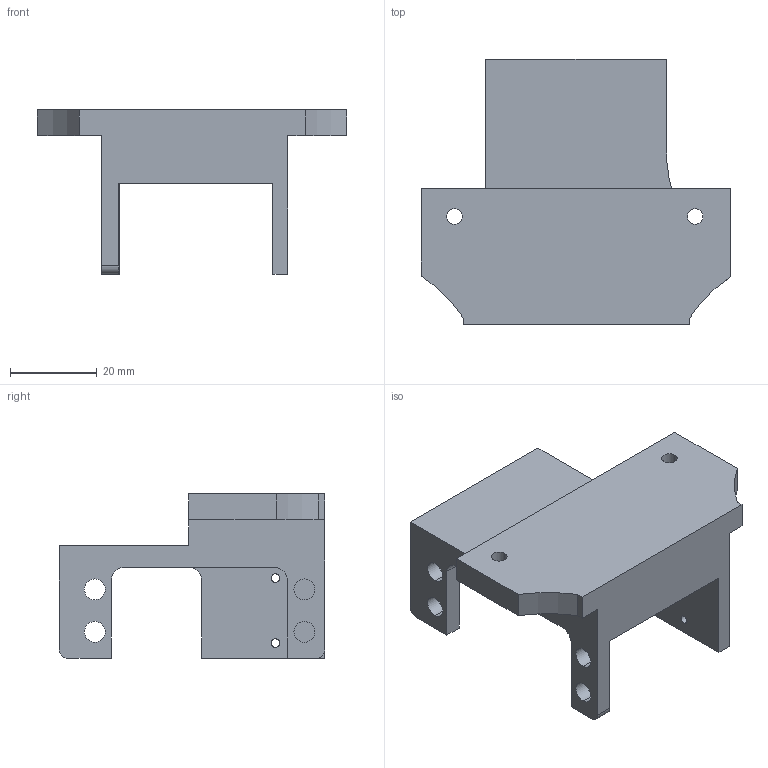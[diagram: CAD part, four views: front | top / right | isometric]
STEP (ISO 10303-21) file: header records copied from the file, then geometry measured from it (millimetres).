
FILE_DESCRIPTION (( 'STEP AP214' ), '1' );
FILE_NAME ('嗆儂菁釱.STEP', '2024-10-06T10:55:39', ( '' ), ( '' ), 'SwSTEP 2.0', 'SolidWorks 2020', '' );
FILE_SCHEMA (( 'AUTOMOTIVE_DESIGN' ));
Length unit declared in the file: millimetre
Products named in the file (1): 嗆儂菁釱
Bounding box: 71.43 x 61.35 x 38 mm (x, y, z)
Volume: 36801 mm3; surface area: 12710.6 mm2
Topology: 1 solids, 1 shells, 60 faces, 161 edges, 107 vertices
Faces by surface type: cylinder 32, plane 28
Entity records: 1967 total; most frequent: DIRECTION 347, CARTESIAN_POINT 329, ORIENTED_EDGE 322, EDGE_CURVE 161, AXIS2_PLACEMENT_3D 125, VERTEX_POINT 107, LINE 97, VECTOR 97
